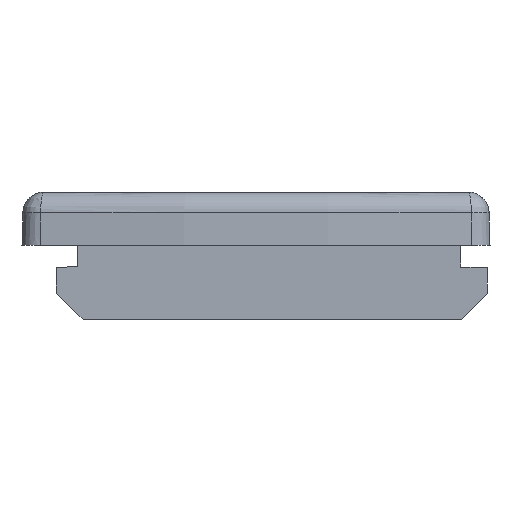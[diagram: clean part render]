
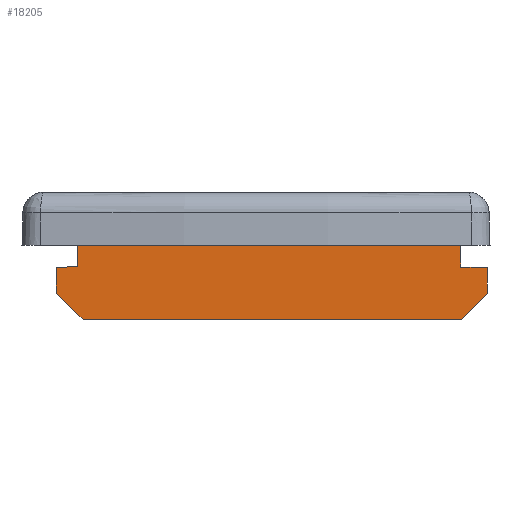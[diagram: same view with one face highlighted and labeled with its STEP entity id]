
A CAD part, front view. The second image highlights one B-rep face of the part: STEP entity #18205.
In plain terms, the highlighted planar face has unit normal (0, -1, 0).
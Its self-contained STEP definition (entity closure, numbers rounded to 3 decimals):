
#18137=AXIS2_PLACEMENT_3D('Plane Axis2P3D',#18134,#18135,#18136) ;
#8496=CARTESIAN_POINT('Vertex',(5.237,14.987,7.)) ;
#8499=CARTESIAN_POINT('Line Origine',(23.237,14.987,7.)) ;
#8503=CARTESIAN_POINT('Vertex',(41.237,14.987,7.)) ;
#18119=CARTESIAN_POINT('Vertex',(41.237,14.987,4.956)) ;
#18122=CARTESIAN_POINT('Line Origine',(41.237,14.987,5.978)) ;
#18134=CARTESIAN_POINT('Axis2P3D Location',(43.974,14.987,7.)) ;
#18139=CARTESIAN_POINT('Line Origine',(23.539,14.987,0.)) ;
#18143=CARTESIAN_POINT('Vertex',(41.341,14.987,0.)) ;
#18145=CARTESIAN_POINT('Vertex',(5.737,14.987,0.)) ;
#18148=CARTESIAN_POINT('Line Origine',(42.547,14.987,1.25)) ;
#18152=CARTESIAN_POINT('Vertex',(43.754,14.987,2.5)) ;
#18155=CARTESIAN_POINT('Line Origine',(43.733,14.987,3.706)) ;
#18159=CARTESIAN_POINT('Vertex',(43.712,14.987,4.913)) ;
#18162=CARTESIAN_POINT('Line Origine',(42.475,14.987,4.935)) ;
#18167=CARTESIAN_POINT('Line Origine',(5.237,14.987,6.)) ;
#18171=CARTESIAN_POINT('Vertex',(5.237,14.987,5.)) ;
#18174=CARTESIAN_POINT('Line Origine',(4.237,14.987,4.965)) ;
#18178=CARTESIAN_POINT('Vertex',(3.237,14.987,4.93)) ;
#18181=CARTESIAN_POINT('Line Origine',(3.237,14.987,3.715)) ;
#18185=CARTESIAN_POINT('Vertex',(3.237,14.987,2.5)) ;
#18188=CARTESIAN_POINT('Line Origine',(4.487,14.987,1.25)) ;
#8500=DIRECTION('Vector Direction',(-1.,0.,0.)) ;
#18123=DIRECTION('Vector Direction',(0.,0.,-1.)) ;
#18135=DIRECTION('Axis2P3D Direction',(0.,-1.,0.)) ;
#18136=DIRECTION('Axis2P3D XDirection',(1.,0.,0.)) ;
#18140=DIRECTION('Vector Direction',(-1.,0.,0.)) ;
#18149=DIRECTION('Vector Direction',(0.695,0.,0.719)) ;
#18156=DIRECTION('Vector Direction',(0.017,0.,-1.)) ;
#18163=DIRECTION('Vector Direction',(-1.,0.,0.017)) ;
#18168=DIRECTION('Vector Direction',(0.,0.,-1.)) ;
#18175=DIRECTION('Vector Direction',(0.999,0.,0.035)) ;
#18182=DIRECTION('Vector Direction',(0.,0.,1.)) ;
#18189=DIRECTION('Vector Direction',(0.707,0.,-0.707)) ;
#8501=VECTOR('Line Direction',#8500,1.) ;
#18124=VECTOR('Line Direction',#18123,1.) ;
#18141=VECTOR('Line Direction',#18140,1.) ;
#18150=VECTOR('Line Direction',#18149,1.) ;
#18157=VECTOR('Line Direction',#18156,1.) ;
#18164=VECTOR('Line Direction',#18163,1.) ;
#18169=VECTOR('Line Direction',#18168,1.) ;
#18176=VECTOR('Line Direction',#18175,1.) ;
#18183=VECTOR('Line Direction',#18182,1.) ;
#18190=VECTOR('Line Direction',#18189,1.) ;
#18194=ORIENTED_EDGE('',*,*,#18147,.F.) ;
#18195=ORIENTED_EDGE('',*,*,#18154,.T.) ;
#18196=ORIENTED_EDGE('',*,*,#18161,.F.) ;
#18197=ORIENTED_EDGE('',*,*,#18166,.T.) ;
#18198=ORIENTED_EDGE('',*,*,#18126,.F.) ;
#18199=ORIENTED_EDGE('',*,*,#8505,.T.) ;
#18200=ORIENTED_EDGE('',*,*,#18173,.T.) ;
#18201=ORIENTED_EDGE('',*,*,#18180,.F.) ;
#18202=ORIENTED_EDGE('',*,*,#18187,.F.) ;
#18203=ORIENTED_EDGE('',*,*,#18192,.T.) ;
#18205=ADVANCED_FACE('CABTITE_EP_A_24-17_GY',(#18204),#18138,.T.) ;
#8505=EDGE_CURVE('',#8504,#8497,#8502,.T.) ;
#18126=EDGE_CURVE('',#8504,#18120,#18125,.T.) ;
#18147=EDGE_CURVE('',#18144,#18146,#18142,.T.) ;
#18154=EDGE_CURVE('',#18144,#18153,#18151,.T.) ;
#18161=EDGE_CURVE('',#18160,#18153,#18158,.T.) ;
#18166=EDGE_CURVE('',#18160,#18120,#18165,.T.) ;
#18173=EDGE_CURVE('',#8497,#18172,#18170,.T.) ;
#18180=EDGE_CURVE('',#18179,#18172,#18177,.T.) ;
#18187=EDGE_CURVE('',#18186,#18179,#18184,.T.) ;
#18192=EDGE_CURVE('',#18186,#18146,#18191,.T.) ;
#18193=EDGE_LOOP('',(#18194,#18195,#18196,#18197,#18198,#18199,#18200,#18201,#18202,#18203)) ;
#18204=FACE_OUTER_BOUND('',#18193,.T.) ;
#8502=LINE('Line',#8499,#8501) ;
#18125=LINE('Line',#18122,#18124) ;
#18142=LINE('Line',#18139,#18141) ;
#18151=LINE('Line',#18148,#18150) ;
#18158=LINE('Line',#18155,#18157) ;
#18165=LINE('Line',#18162,#18164) ;
#18170=LINE('Line',#18167,#18169) ;
#18177=LINE('Line',#18174,#18176) ;
#18184=LINE('Line',#18181,#18183) ;
#18191=LINE('Line',#18188,#18190) ;
#18138=PLANE('',#18137) ;
#8497=VERTEX_POINT('',#8496) ;
#8504=VERTEX_POINT('',#8503) ;
#18120=VERTEX_POINT('',#18119) ;
#18144=VERTEX_POINT('',#18143) ;
#18146=VERTEX_POINT('',#18145) ;
#18153=VERTEX_POINT('',#18152) ;
#18160=VERTEX_POINT('',#18159) ;
#18172=VERTEX_POINT('',#18171) ;
#18179=VERTEX_POINT('',#18178) ;
#18186=VERTEX_POINT('',#18185) ;
